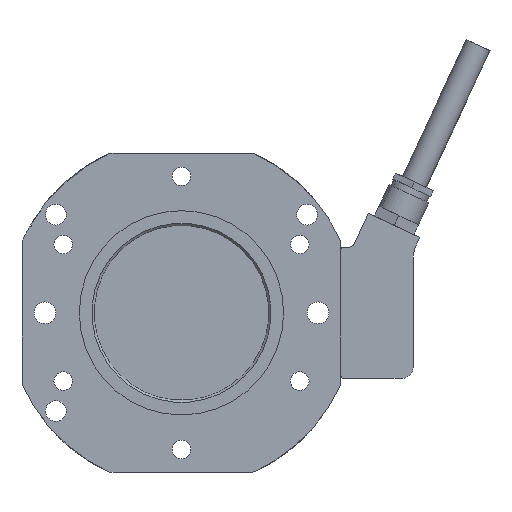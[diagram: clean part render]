
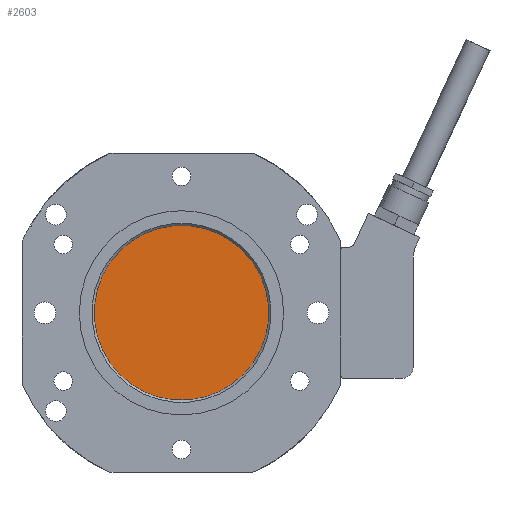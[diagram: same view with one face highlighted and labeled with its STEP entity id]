
A CAD part, front view. The second image highlights one B-rep face of the part: STEP entity #2603.
In plain terms, the highlighted planar face has unit normal (0, -1, 0).
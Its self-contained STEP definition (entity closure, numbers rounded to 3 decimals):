
#2191 = CARTESIAN_POINT ( 'NONE',  ( 0., -18.15, 0. ) ) ;
#2603 = ADVANCED_FACE ( 'NONE', ( #40715 ), #34076, .T. ) ;
#5015 = CIRCLE ( 'NONE', #41961, 40. ) ;
#5592 = CARTESIAN_POINT ( 'NONE',  ( -10.353, -18.15, -38.637 ) ) ;
#6071 = DIRECTION ( 'NONE',  ( 0.259, 0., 0.966 ) ) ;
#6093 = AXIS2_PLACEMENT_3D ( 'NONE', #30589, #13026, #48947 ) ;
#7776 = AXIS2_PLACEMENT_3D ( 'NONE', #9519, #36648, #13478 ) ;
#9519 = CARTESIAN_POINT ( 'NONE',  ( 0., -18.15, 0. ) ) ;
#12421 = ORIENTED_EDGE ( 'NONE', *, *, #25353, .T. ) ;
#13026 = DIRECTION ( 'NONE',  ( 0., -1., 0. ) ) ;
#13478 = DIRECTION ( 'NONE',  ( 0.259, 0., 0.966 ) ) ;
#17189 = VERTEX_POINT ( 'NONE', #5592 ) ;
#22583 = CARTESIAN_POINT ( 'NONE',  ( 10.353, -18.15, 38.637 ) ) ;
#25353 = EDGE_CURVE ( 'NONE', #17189, #42672, #37054, .T. ) ;
#27691 = EDGE_CURVE ( 'NONE', #42672, #17189, #5015, .T. ) ;
#29336 = DIRECTION ( 'NONE',  ( 0., -1., 0. ) ) ;
#30589 = CARTESIAN_POINT ( 'NONE',  ( 0., -18.15, 0. ) ) ;
#34076 = PLANE ( 'NONE',  #6093 ) ;
#36648 = DIRECTION ( 'NONE',  ( 0., -1., 0. ) ) ;
#37054 = CIRCLE ( 'NONE', #7776, 40. ) ;
#40715 = FACE_OUTER_BOUND ( 'NONE', #46000, .T. ) ;
#41961 = AXIS2_PLACEMENT_3D ( 'NONE', #2191, #29336, #6071 ) ;
#42672 = VERTEX_POINT ( 'NONE', #22583 ) ;
#43201 = ORIENTED_EDGE ( 'NONE', *, *, #27691, .T. ) ;
#46000 = EDGE_LOOP ( 'NONE', ( #43201, #12421 ) ) ;
#48947 = DIRECTION ( 'NONE',  ( 0.259, 0., 0.966 ) ) ;
